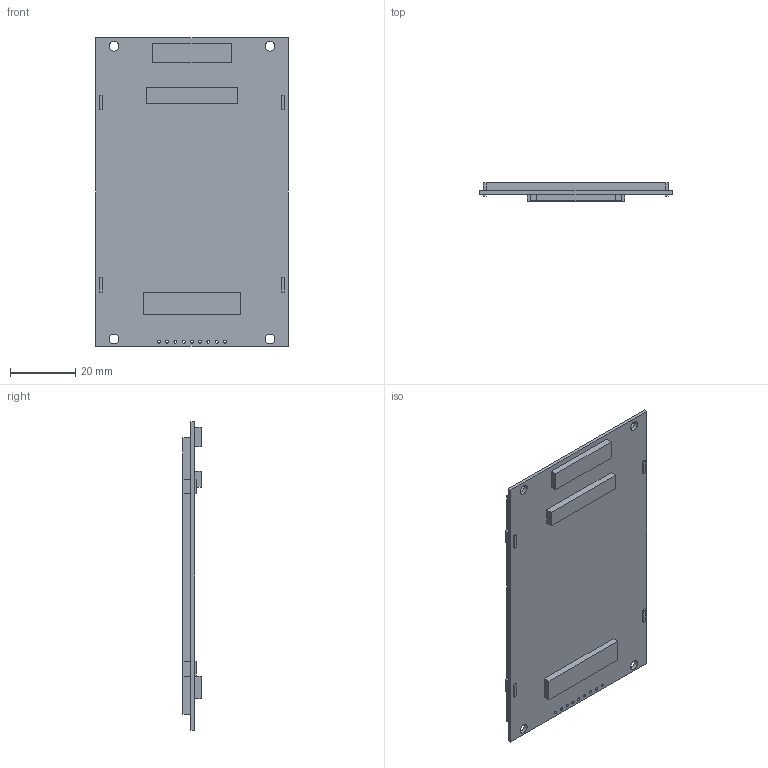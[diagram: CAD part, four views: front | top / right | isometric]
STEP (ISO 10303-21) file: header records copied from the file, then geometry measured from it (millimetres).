
FILE_DESCRIPTION(/* description */ (''),/* implementation_level */ '2;1');
FILE_NAME(/* name */ '3.5 tft no touch spi 9 wire st7796s.step',/* time_stamp */ '2025-11-21T21:40:41+02:00',/* author */ (''),/* organization */ (''),/* preprocessor_version */ 'ST-DEVELOPER v20.1',/* originating_system */ 'Autodesk Translation Framework v14.21.0.0',/* authorisation */ '');
FILE_SCHEMA (('AUTOMOTIVE_DESIGN { 1 0 10303 214 3 1 1 }'));
Length unit declared in the file: millimetre
Products named in the file (1): 3.5 tft no touch spi 9 wire st7796s
Bounding box: 59.15 x 5.6 x 94.84 mm (x, y, z)
Volume: 17558.1 mm3; surface area: 12805.8 mm2
Topology: 1 solids, 1 shells, 80 faces, 207 edges, 138 vertices
Faces by surface type: plane 67, cylinder 13
Full cylindrical faces by diameter (mm): 0.89 x9, 3 x4
Entity records: 2502 total; most frequent: CARTESIAN_POINT 426, ORIENTED_EDGE 414, DIRECTION 395, EDGE_CURVE 207, LINE 181, VECTOR 181, VERTEX_POINT 138, EDGE_LOOP 115
